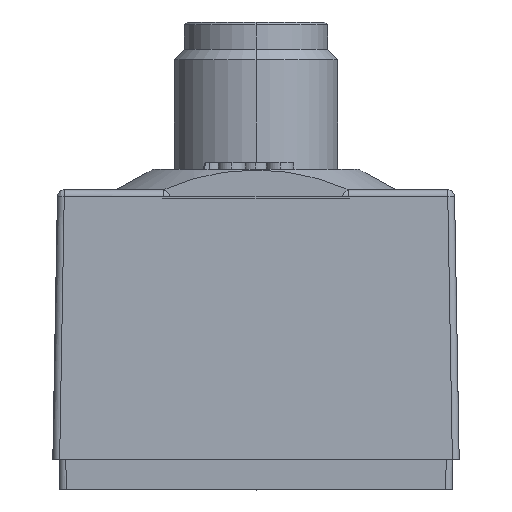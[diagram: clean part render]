
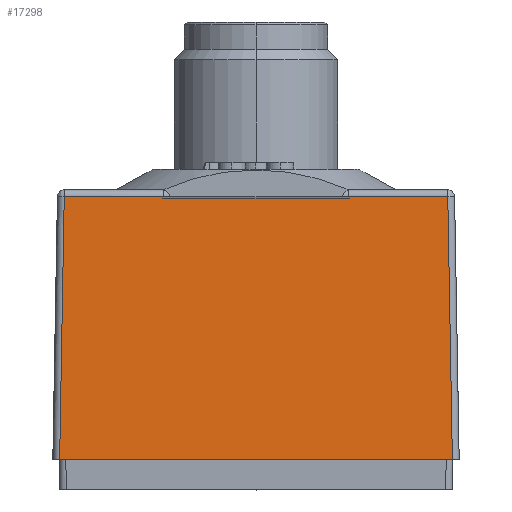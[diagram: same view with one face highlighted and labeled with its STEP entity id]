
A CAD part, front view. The second image highlights one B-rep face of the part: STEP entity #17298.
In plain terms, the highlighted planar face has unit normal (0, -1, 0.018).
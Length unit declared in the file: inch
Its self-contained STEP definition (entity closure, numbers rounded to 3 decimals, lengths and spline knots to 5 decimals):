
#477 = CARTESIAN_POINT ( 'NONE',  ( -0.55333, -4.25195, 0.8468 ) ) ;
#584 = VECTOR ( 'NONE', #25580, 39.37008 ) ;
#1128 = DIRECTION ( 'NONE',  ( 0., -1., 0.017 ) ) ;
#1370 = CARTESIAN_POINT ( 'NONE',  ( 0.24913, -4.25195, 0.84657 ) ) ;
#1557 = FACE_OUTER_BOUND ( 'NONE', #22899, .T. ) ;
#2280 = CARTESIAN_POINT ( 'NONE',  ( 0.24913, -4.25196, 0.84646 ) ) ;
#2974 = CARTESIAN_POINT ( 'NONE',  ( 0.56701, -4.25195, 0.8468 ) ) ;
#3260 = CARTESIAN_POINT ( 'NONE',  ( 0.56701, -4.25859, 0.46671 ) ) ;
#3472 = CARTESIAN_POINT ( 'NONE',  ( -0.55333, -4.25195, 0.8468 ) ) ;
#3580 = DIRECTION ( 'NONE',  ( -1., 0., 0. ) ) ;
#4082 = CARTESIAN_POINT ( 'NONE',  ( -0.24913, -4.25195, 0.8468 ) ) ;
#5285 = EDGE_CURVE ( 'NONE', #27770, #22002, #8934, .T. ) ;
#5591 = EDGE_CURVE ( 'NONE', #12402, #27770, #13035, .T. ) ;
#6307 = CARTESIAN_POINT ( 'NONE',  ( -0.24912, -4.25195, 0.84669 ) ) ;
#7111 = ORIENTED_EDGE ( 'NONE', *, *, #17985, .T. ) ;
#7315 = VERTEX_POINT ( 'NONE', #11675 ) ;
#7583 = DIRECTION ( 'NONE',  ( -1., 0., 0. ) ) ;
#8934 = B_SPLINE_CURVE_WITH_KNOTS ( 'NONE', 3,
 ( #17074, #25655, #6307, #14959 ),
 .UNSPECIFIED., .F., .F.,
 ( 4, 4 ),
 ( 0., 1. ),
 .UNSPECIFIED. ) ;
#9248 = VECTOR ( 'NONE', #11589, 39.37008 ) ;
#10336 = VECTOR ( 'NONE', #19737, 39.37008 ) ;
#10379 = AXIS2_PLACEMENT_3D ( 'NONE', #3260, #1128, #11879 ) ;
#10483 = EDGE_CURVE ( 'NONE', #27755, #12402, #22588, .T. ) ;
#11503 = EDGE_CURVE ( 'NONE', #16230, #27755, #20202, .T. ) ;
#11589 = DIRECTION ( 'NONE',  ( -1., 0., 0. ) ) ;
#11675 = CARTESIAN_POINT ( 'NONE',  ( 0.56662, -4.26522, 0.08661 ) ) ;
#11879 = DIRECTION ( 'NONE',  ( 0., -0.017, -1. ) ) ;
#11914 = CARTESIAN_POINT ( 'NONE',  ( -0.24911, -4.25196, 0.84646 ) ) ;
#12019 = PLANE ( 'NONE',  #10379 ) ;
#12067 = ORIENTED_EDGE ( 'NONE', *, *, #5591, .T. ) ;
#12402 = VERTEX_POINT ( 'NONE', #2280 ) ;
#12488 = LINE ( 'NONE', #18704, #13140 ) ;
#13035 = LINE ( 'NONE', #21639, #584 ) ;
#13140 = VECTOR ( 'NONE', #3580, 39.37008 ) ;
#13721 = CARTESIAN_POINT ( 'NONE',  ( -0.5666, -4.26522, 0.08661 ) ) ;
#13997 = VECTOR ( 'NONE', #19972, 39.37008 ) ;
#14389 = CARTESIAN_POINT ( 'NONE',  ( 0.24913, -4.25196, 0.84646 ) ) ;
#14534 = CARTESIAN_POINT ( 'NONE',  ( 0.24914, -4.25195, 0.84669 ) ) ;
#14959 = CARTESIAN_POINT ( 'NONE',  ( -0.24913, -4.25195, 0.8468 ) ) ;
#15369 = LINE ( 'NONE', #25926, #10336 ) ;
#15381 = VECTOR ( 'NONE', #7583, 39.37008 ) ;
#16038 = ORIENTED_EDGE ( 'NONE', *, *, #10483, .T. ) ;
#16230 = VERTEX_POINT ( 'NONE', #21626 ) ;
#17074 = CARTESIAN_POINT ( 'NONE',  ( -0.24911, -4.25196, 0.84646 ) ) ;
#17113 = EDGE_CURVE ( 'NONE', #18079, #24373, #20235, .T. ) ;
#17298 = ADVANCED_FACE ( 'NONE', ( #1557 ), #12019, .T. ) ;
#17697 = LINE ( 'NONE', #26279, #15381 ) ;
#17859 = CARTESIAN_POINT ( 'NONE',  ( 0.24914, -4.25195, 0.8468 ) ) ;
#17985 = EDGE_CURVE ( 'NONE', #7315, #16230, #15369, .T. ) ;
#18079 = VERTEX_POINT ( 'NONE', #3472 ) ;
#18704 = CARTESIAN_POINT ( 'NONE',  ( 0.58669, -4.26522, 0.08661 ) ) ;
#19624 = EDGE_CURVE ( 'NONE', #22002, #18079, #17697, .T. ) ;
#19737 = DIRECTION ( 'NONE',  ( -0.017, 0.017, 1. ) ) ;
#19786 = ORIENTED_EDGE ( 'NONE', *, *, #5285, .T. ) ;
#19972 = DIRECTION ( 'NONE',  ( -0.017, -0.017, -1. ) ) ;
#20202 = LINE ( 'NONE', #2974, #9248 ) ;
#20204 = EDGE_CURVE ( 'NONE', #7315, #24373, #12488, .T. ) ;
#20235 = LINE ( 'NONE', #477, #13997 ) ;
#20719 = CARTESIAN_POINT ( 'NONE',  ( 0.24914, -4.25195, 0.8468 ) ) ;
#20913 = ORIENTED_EDGE ( 'NONE', *, *, #17113, .T. ) ;
#21626 = CARTESIAN_POINT ( 'NONE',  ( 0.55335, -4.25195, 0.8468 ) ) ;
#21639 = CARTESIAN_POINT ( 'NONE',  ( 0.56701, -4.25196, 0.84646 ) ) ;
#21665 = ORIENTED_EDGE ( 'NONE', *, *, #20204, .F. ) ;
#22002 = VERTEX_POINT ( 'NONE', #4082 ) ;
#22588 = B_SPLINE_CURVE_WITH_KNOTS ( 'NONE', 3,
 ( #20719, #14534, #1370, #14389 ),
 .UNSPECIFIED., .F., .F.,
 ( 4, 4 ),
 ( 0., 1. ),
 .UNSPECIFIED. ) ;
#22899 = EDGE_LOOP ( 'NONE', ( #16038, #12067, #19786, #27947, #20913, #21665, #7111, #23112 ) ) ;
#23112 = ORIENTED_EDGE ( 'NONE', *, *, #11503, .T. ) ;
#24373 = VERTEX_POINT ( 'NONE', #13721 ) ;
#25580 = DIRECTION ( 'NONE',  ( -1., 0., 0. ) ) ;
#25655 = CARTESIAN_POINT ( 'NONE',  ( -0.24912, -4.25195, 0.84657 ) ) ;
#25926 = CARTESIAN_POINT ( 'NONE',  ( 0.56662, -4.26522, 0.08661 ) ) ;
#26279 = CARTESIAN_POINT ( 'NONE',  ( 0.56701, -4.25195, 0.8468 ) ) ;
#27755 = VERTEX_POINT ( 'NONE', #17859 ) ;
#27770 = VERTEX_POINT ( 'NONE', #11914 ) ;
#27947 = ORIENTED_EDGE ( 'NONE', *, *, #19624, .T. ) ;
